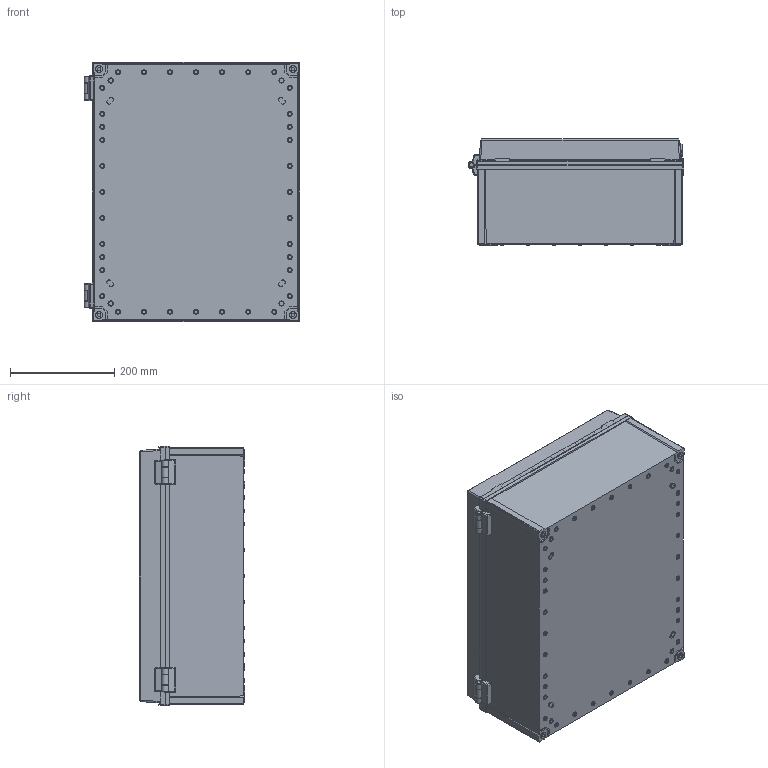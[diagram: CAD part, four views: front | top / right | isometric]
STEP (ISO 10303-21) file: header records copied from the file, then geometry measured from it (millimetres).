
FILE_DESCRIPTION (( 'STEP AP214' ), '1' );
FILE_NAME ('8183362_FIBOX_ABS_CAB_504020_G3B.STEP', '2023-08-03T09:04:41', ( '' ), ( '' ), 'SwSTEP 2.0', 'SolidWorks 2021', '' );
FILE_SCHEMA (( 'AUTOMOTIVE_DESIGN' ));
Length unit declared in the file: millimetre
Products named in the file (18): 3D12259; CAB G3B base part; Fibox_CAB_Hinge Cover side; 3D12255-1; _U29; 1000-u187-n2_asm; _U96-1; 1000-102A-1X_AF0; 1000-102A-D_ASM; Fibox_CAB_54C; Fibox_CAB_Hinge Base side; CAB G3B Lock; 1000-102A-2X; 1000-02; Fibox_CAB_54B; 8183362_FIBOX_ABS_CAB_504020_G3B
Assembly tree (20 placements, depth 4):
  3D12259
  3D12255-1
  8183362_FIBOX_ABS_CAB_504020_G3B
    Fibox_CAB_54B
    Fibox_CAB_54C
    CAB G3B Lock  x2
      1000-102A-D_ASM
        1000-102A-1X_AF0
        1000-102A-2X
      1000-02
      1000-u187-n2_asm
      3D12259
        _U29
    3D12255-1  x2
      _U96-1
    CAB G3B base part  x2
    Fibox_CAB_Hinge Base side  x2
    Fibox_CAB_Hinge Cover side  x2
Bounding box: 414.45 x 203 x 498 mm (x, y, z)
Volume: 3114027.9 mm3; surface area: 1579043.2 mm2
Topology: 22 solids, 22 shells, 2476 faces, 6273 edges, 4058 vertices
Faces by surface type: plane 1296, cylinder 828, cone 178, bspline 154, torus 16, sphere 4
Entity records: 62990 total; most frequent: CARTESIAN_POINT 16479, ORIENTED_EDGE 9342, DIRECTION 9134, EDGE_CURVE 4671, AXIS2_PLACEMENT_3D 3151, VERTEX_POINT 3050, VECTOR 2832, LINE 2832
